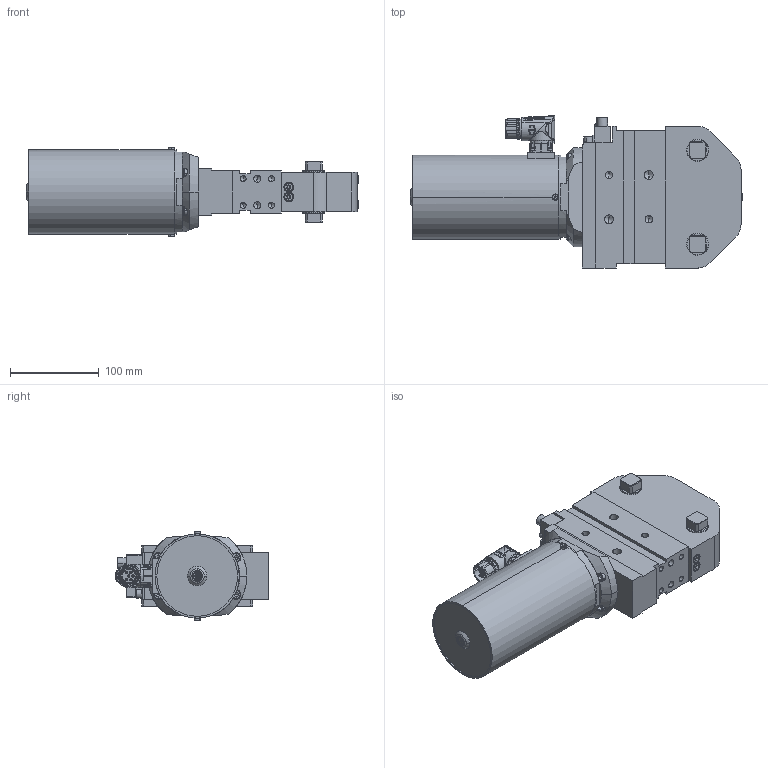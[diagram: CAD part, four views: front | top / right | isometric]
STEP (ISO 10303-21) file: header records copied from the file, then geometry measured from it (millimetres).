
FILE_DESCRIPTION(('CATIA V5 STEP Exchange'),'2;1');
FILE_NAME('EK_63_1_AS_A00_T12_24V_2X90GRAD_1361410_TUENKERS.stp','2020-09-29T13:13:58+00:00',('none'),('none'),'CATIA Version 5 Release 19 SP 9 (IN-10)','CATIA V5 STEP AP203','none');
FILE_SCHEMA(('CONFIG_CONTROL_DESIGN'));
Products named in the file (1): EK_63_1_AS_A00_T12_24V_2x90GRAD_1361410_TUENKERS
Bounding box: 374.53 x 172.05 x 100.6 mm (x, y, z)
Volume: 2615525.1 mm3; surface area: 185644.1 mm2
Topology: 1 solids, 30 shells, 1597 faces, 4301 edges, 2775 vertices
Faces by surface type: plane 562, cylinder 560, cone 209, torus 107, bspline 105, sphere 54
Entity records: 55504 total; most frequent: CARTESIAN_POINT 19313, ORIENTED_EDGE 8378, DIRECTION 5669, EDGE_CURVE 4189, VERTEX_POINT 2775, AXIS2_PLACEMENT_3D 2639, EDGE_LOOP 1766, VECTOR 1616
